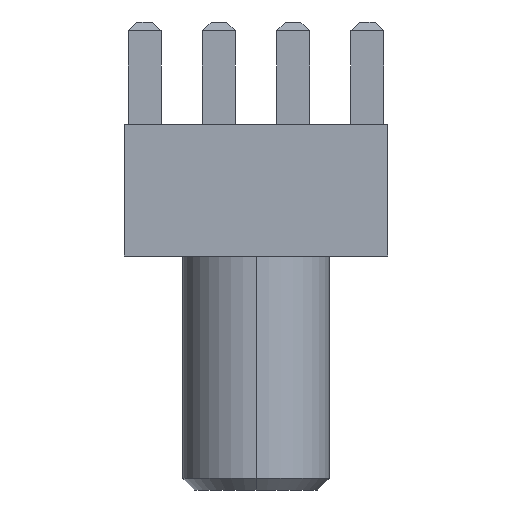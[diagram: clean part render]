
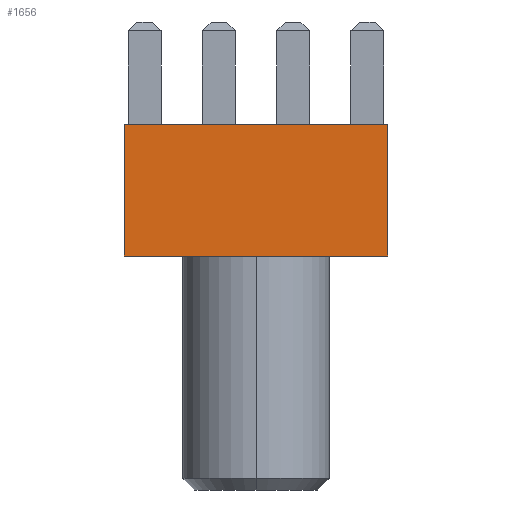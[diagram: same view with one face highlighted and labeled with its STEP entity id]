
A CAD part, left-side view. The second image highlights one B-rep face of the part: STEP entity #1656.
In plain terms, the highlighted planar face has unit normal (-1, 0, 0).
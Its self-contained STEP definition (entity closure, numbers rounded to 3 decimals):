
#32 = EDGE_CURVE ( 'NONE', #2797, #3998, #2134, .T. ) ;
#37 = EDGE_CURVE ( 'NONE', #4055, #3998, #2115, .T. ) ;
#38 = EDGE_CURVE ( 'NONE', #4109, #2797, #2273, .T. ) ;
#361 = EDGE_CURVE ( 'NONE', #4109, #4055, #3883, .T. ) ;
#604 = VECTOR ( 'NONE', #3886, 1000. ) ;
#689 = AXIS2_PLACEMENT_3D ( 'NONE', #1711, #1713, #1714 ) ;
#1409 = ORIENTED_EDGE ( 'NONE', *, *, #37, .F. ) ;
#1410 = ORIENTED_EDGE ( 'NONE', *, *, #361, .F. ) ;
#1411 = ORIENTED_EDGE ( 'NONE', *, *, #38, .T. ) ;
#1427 = ORIENTED_EDGE ( 'NONE', *, *, #32, .T. ) ;
#1656 = ADVANCED_FACE ( 'NONE', ( #1710 ), #3065, .F. ) ;
#1710 = FACE_OUTER_BOUND ( 'NONE', #2252, .T. ) ;
#1711 = CARTESIAN_POINT ( 'NONE',  ( -4.5, -4.5, 4.5 ) ) ;
#1713 = DIRECTION ( 'NONE',  ( 1., 0., 0. ) ) ;
#1714 = DIRECTION ( 'NONE',  ( 0., 0., -1. ) ) ;
#2115 = LINE ( 'NONE', #2118, #3780 ) ;
#2118 = CARTESIAN_POINT ( 'NONE',  ( -4.5, -4.5, 4.5 ) ) ;
#2124 = DIRECTION ( 'NONE',  ( 0., -1., 0. ) ) ;
#2126 = CARTESIAN_POINT ( 'NONE',  ( -4.5, -4.5, 0. ) ) ;
#2134 = LINE ( 'NONE', #2126, #3767 ) ;
#2252 = EDGE_LOOP ( 'NONE', ( #1427, #1409, #1410, #1411 ) ) ;
#2270 = DIRECTION ( 'NONE',  ( 0., 0., -1. ) ) ;
#2272 = CARTESIAN_POINT ( 'NONE',  ( -4.5, 4.5, 4.5 ) ) ;
#2273 = LINE ( 'NONE', #2272, #3781 ) ;
#2275 = DIRECTION ( 'NONE',  ( 0., 0., -1. ) ) ;
#2636 = CARTESIAN_POINT ( 'NONE',  ( -4.5, 4.5, 0. ) ) ;
#2797 = VERTEX_POINT ( 'NONE', #2636 ) ;
#3065 = PLANE ( 'NONE',  #689 ) ;
#3113 = CARTESIAN_POINT ( 'NONE',  ( -4.5, -4.5, 4.5 ) ) ;
#3167 = CARTESIAN_POINT ( 'NONE',  ( -4.5, 4.5, 4.5 ) ) ;
#3630 = CARTESIAN_POINT ( 'NONE',  ( -4.5, -4.5, 0. ) ) ;
#3767 = VECTOR ( 'NONE', #2124, 1000. ) ;
#3780 = VECTOR ( 'NONE', #2270, 1000. ) ;
#3781 = VECTOR ( 'NONE', #2275, 1000. ) ;
#3883 = LINE ( 'NONE', #3885, #604 ) ;
#3885 = CARTESIAN_POINT ( 'NONE',  ( -4.5, -4.5, 4.5 ) ) ;
#3886 = DIRECTION ( 'NONE',  ( 0., -1., 0. ) ) ;
#3998 = VERTEX_POINT ( 'NONE', #3630 ) ;
#4055 = VERTEX_POINT ( 'NONE', #3113 ) ;
#4109 = VERTEX_POINT ( 'NONE', #3167 ) ;
